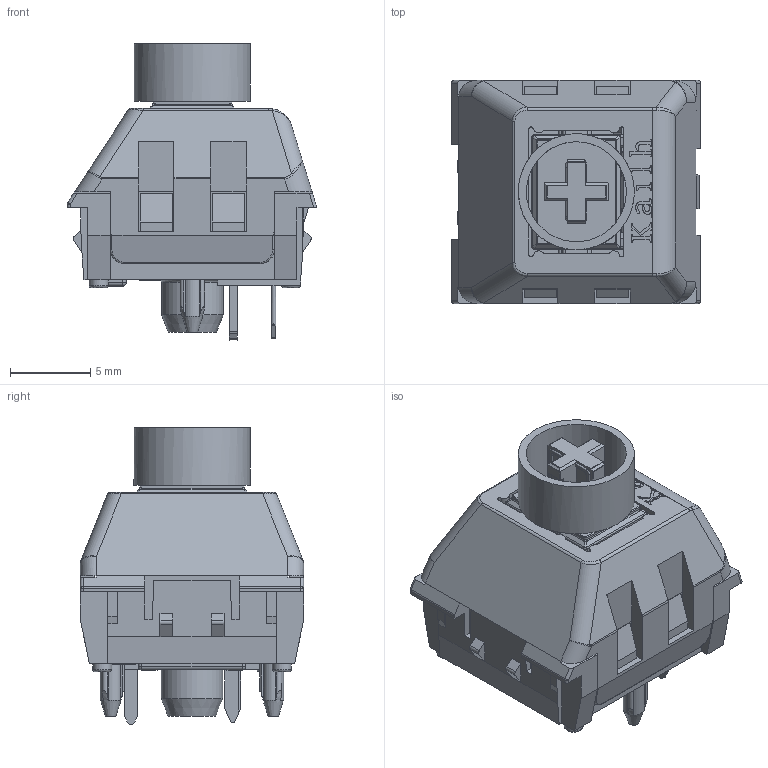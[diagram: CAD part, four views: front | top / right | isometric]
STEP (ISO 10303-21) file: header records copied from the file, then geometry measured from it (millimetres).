
FILE_DESCRIPTION(/* description */ ('STEP AP242','CAx-IF Rec.Pracs.---Representation and Presentation of Product Manufacturing Information (PMI)---4.0---2014-10-13','CAx-IF Rec.Pracs.---3D Tessellated Geometry---0.4---2014-09-14','2;1'),/* implementation_level */ '2;1');
FILE_NAME(/* name */ '67dd4d9dfd8673637c02189c',/* time_stamp */ '2025-03-21T11:29:35Z',/* author */ (''),/* organization */ (''),/* preprocessor_version */ 'ST-DEVELOPER v20',/* originating_system */ 'ONSHAPE BY PTC INC, 1.195',/* authorisation */ ' ');
FILE_SCHEMA (('AP242_MANAGED_MODEL_BASED_3D_ENGINEERING_MIM_LF { 1 0 10303 442 1 1 4 }'));
Length unit declared in the file: metre
Products named in the file (5): Housing; ThickContact; SpringContact; Stem; Lid
Bounding box: 15.6 x 13.95 x 18.55 mm (x, y, z)
Volume: 1311.4 mm3; surface area: 3253.2 mm2
Topology: 5 solids, 5 shells, 1698 faces, 4382 edges, 2704 vertices
Faces by surface type: cylinder 747, plane 702, torus 104, sphere 94, bspline 45, cone 6
Full cylindrical faces by diameter (mm): 1.2 x3, 1.5 x2, 1.95 x1, 2.1 x1, 3.2 x1, 3.85 x1, 4.05 x1, 6.25 x1, 7.25 x1
Entity records: 52584 total; most frequent: CARTESIAN_POINT 11087, DIRECTION 8807, ORIENTED_EDGE 8660, EDGE_CURVE 4330, AXIS2_PLACEMENT_3D 3186, VERTEX_POINT 2691, LINE 2435, VECTOR 2435
